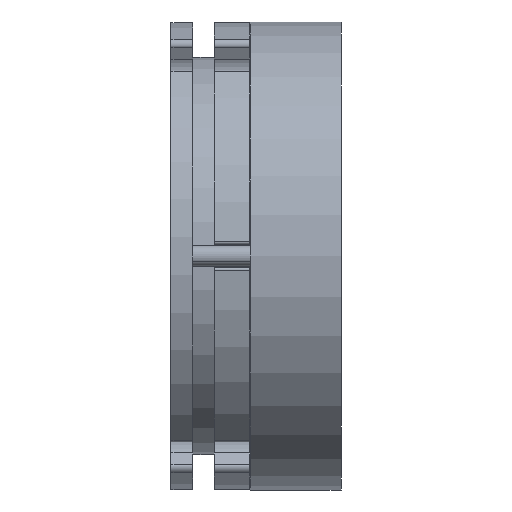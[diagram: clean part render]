
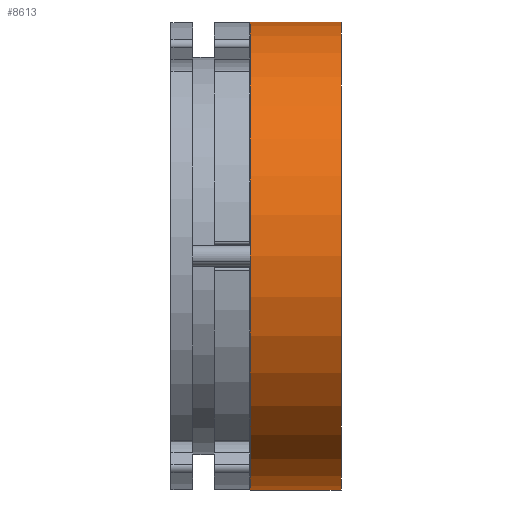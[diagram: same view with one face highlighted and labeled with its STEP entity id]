
A CAD part, front view. The second image highlights one B-rep face of the part: STEP entity #8613.
In plain terms, the highlighted cylindrical face has radius 82.5 mm (diameter 165 mm), a partial arc.
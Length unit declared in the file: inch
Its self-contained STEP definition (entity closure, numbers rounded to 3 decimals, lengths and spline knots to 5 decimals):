
#78 = EDGE_CURVE ( 'NONE', #11041, #4502, #6873, .T. ) ;
#458 = AXIS2_PLACEMENT_3D ( 'NONE', #2623, #2079, #1645 ) ;
#1645 = DIRECTION ( 'NONE',  ( 0., 0., 1. ) ) ;
#1753 = VECTOR ( 'NONE', #11554, 39.37008 ) ;
#1908 = CARTESIAN_POINT ( 'NONE',  ( -0.64492, -0.15713, 3.12525 ) ) ;
#2059 = EDGE_CURVE ( 'NONE', #5655, #4502, #4397, .T. ) ;
#2079 = DIRECTION ( 'NONE',  ( -1., 0., 0. ) ) ;
#2259 = DIRECTION ( 'NONE',  ( -1., 0., 0. ) ) ;
#2623 = CARTESIAN_POINT ( 'NONE',  ( -0.90847, -0.15713, -0.12278 ) ) ;
#2982 = DIRECTION ( 'NONE',  ( -1., 0., 0. ) ) ;
#3106 = DIRECTION ( 'NONE',  ( 0., 0., 1. ) ) ;
#4397 = CIRCLE ( 'NONE', #458, 3.24803 ) ;
#4502 = VERTEX_POINT ( 'NONE', #11429 ) ;
#5069 = CARTESIAN_POINT ( 'NONE',  ( 0.35137, -0.15713, -0.12278 ) ) ;
#5272 = DIRECTION ( 'NONE',  ( 0., 0., 1. ) ) ;
#5655 = VERTEX_POINT ( 'NONE', #7721 ) ;
#5802 = ORIENTED_EDGE ( 'NONE', *, *, #9379, .T. ) ;
#6675 = LINE ( 'NONE', #11422, #1753 ) ;
#6862 = CARTESIAN_POINT ( 'NONE',  ( 0.35137, -0.15713, 3.12525 ) ) ;
#6873 = LINE ( 'NONE', #1908, #9414 ) ;
#7065 = ORIENTED_EDGE ( 'NONE', *, *, #10082, .F. ) ;
#7224 = CYLINDRICAL_SURFACE ( 'NONE', #8521, 3.24803 ) ;
#7721 = CARTESIAN_POINT ( 'NONE',  ( -0.90847, -0.15713, -3.37081 ) ) ;
#8202 = FACE_OUTER_BOUND ( 'NONE', #9079, .T. ) ;
#8203 = ORIENTED_EDGE ( 'NONE', *, *, #78, .T. ) ;
#8297 = VERTEX_POINT ( 'NONE', #9837 ) ;
#8521 = AXIS2_PLACEMENT_3D ( 'NONE', #11188, #2259, #5272 ) ;
#8613 = ADVANCED_FACE ( 'NONE', ( #8202 ), #7224, .T. ) ;
#8843 = CIRCLE ( 'NONE', #9672, 3.24803 ) ;
#8879 = DIRECTION ( 'NONE',  ( -1., 0., 0. ) ) ;
#9079 = EDGE_LOOP ( 'NONE', ( #7065, #5802, #8203, #12611 ) ) ;
#9379 = EDGE_CURVE ( 'NONE', #8297, #11041, #8843, .T. ) ;
#9414 = VECTOR ( 'NONE', #8879, 39.37008 ) ;
#9672 = AXIS2_PLACEMENT_3D ( 'NONE', #5069, #2982, #3106 ) ;
#9837 = CARTESIAN_POINT ( 'NONE',  ( 0.35137, -0.15713, -3.37081 ) ) ;
#10082 = EDGE_CURVE ( 'NONE', #8297, #5655, #6675, .T. ) ;
#11041 = VERTEX_POINT ( 'NONE', #6862 ) ;
#11188 = CARTESIAN_POINT ( 'NONE',  ( -0.64492, -0.15713, -0.12278 ) ) ;
#11422 = CARTESIAN_POINT ( 'NONE',  ( -0.64492, -0.15713, -3.37081 ) ) ;
#11429 = CARTESIAN_POINT ( 'NONE',  ( -0.90847, -0.15713, 3.12525 ) ) ;
#11554 = DIRECTION ( 'NONE',  ( -1., 0., 0. ) ) ;
#12611 = ORIENTED_EDGE ( 'NONE', *, *, #2059, .F. ) ;
